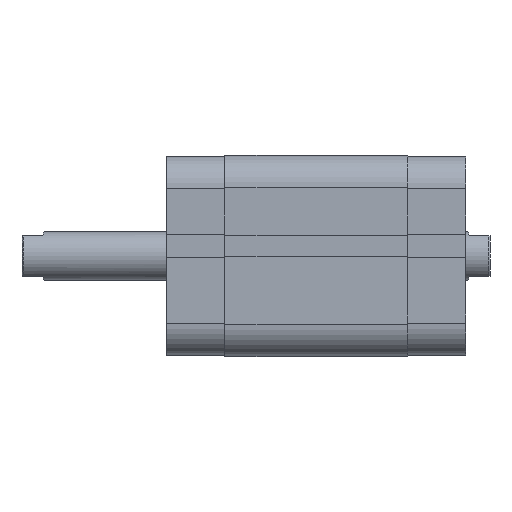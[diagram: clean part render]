
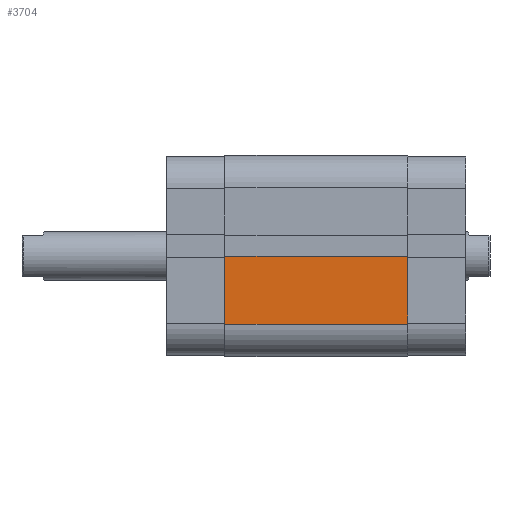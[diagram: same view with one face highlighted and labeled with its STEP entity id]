
A CAD part, top view. The second image highlights one B-rep face of the part: STEP entity #3704.
In plain terms, the highlighted face is planar.
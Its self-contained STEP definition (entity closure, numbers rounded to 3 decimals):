
#647 = LINE ( 'NONE', #2042, #648 ) ;
#648 = VECTOR ( 'NONE', #2043, 1000. ) ;
#667 = LINE ( 'NONE', #2069, #675 ) ;
#673 = LINE ( 'NONE', #2071, #674 ) ;
#674 = VECTOR ( 'NONE', #2072, 1000. ) ;
#675 = VECTOR ( 'NONE', #2074, 1000. ) ;
#698 = LINE ( 'NONE', #2098, #699 ) ;
#699 = VECTOR ( 'NONE', #2099, 1000. ) ;
#1631 = VERTEX_POINT ( 'NONE', #1995 ) ;
#1632 = VERTEX_POINT ( 'NONE', #1996 ) ;
#1633 = VERTEX_POINT ( 'NONE', #1997 ) ;
#1634 = VERTEX_POINT ( 'NONE', #1998 ) ;
#1995 = CARTESIAN_POINT ( 'NONE',  ( 0.1, -25., 0. ) ) ;
#1996 = CARTESIAN_POINT ( 'NONE',  ( 0.1, -25., 45.5 ) ) ;
#1997 = CARTESIAN_POINT ( 'NONE',  ( 17., -25., 0. ) ) ;
#1998 = CARTESIAN_POINT ( 'NONE',  ( 17., -25., 45.5 ) ) ;
#2042 = CARTESIAN_POINT ( 'NONE',  ( 0., -25., 45.5 ) ) ;
#2043 = DIRECTION ( 'NONE',  ( 1., 0., 0. ) ) ;
#2069 = CARTESIAN_POINT ( 'NONE',  ( 0., -25., 0. ) ) ;
#2071 = CARTESIAN_POINT ( 'NONE',  ( 0.1, -25., 45.5 ) ) ;
#2072 = DIRECTION ( 'NONE',  ( 0., 0., -1. ) ) ;
#2074 = DIRECTION ( 'NONE',  ( 1., 0., 0. ) ) ;
#2098 = CARTESIAN_POINT ( 'NONE',  ( 17., -25., 45.5 ) ) ;
#2099 = DIRECTION ( 'NONE',  ( 0., 0., -1. ) ) ;
#2603 = EDGE_LOOP ( 'NONE', ( #2862, #2777, #2701, #2765 ) ) ;
#2701 = ORIENTED_EDGE ( 'NONE', *, *, #2895, .F. ) ;
#2765 = ORIENTED_EDGE ( 'NONE', *, *, #2909, .T. ) ;
#2777 = ORIENTED_EDGE ( 'NONE', *, *, #2922, .F. ) ;
#2862 = ORIENTED_EDGE ( 'NONE', *, *, #2910, .T. ) ;
#2895 = EDGE_CURVE ( 'NONE', #1632, #1634, #647, .T. ) ;
#2909 = EDGE_CURVE ( 'NONE', #1632, #1631, #673, .T. ) ;
#2910 = EDGE_CURVE ( 'NONE', #1631, #1633, #667, .T. ) ;
#2922 = EDGE_CURVE ( 'NONE', #1634, #1633, #698, .T. ) ;
#3704 = ADVANCED_FACE ( 'NONE', ( #6350 ), #3999, .F. ) ;
#3999 = PLANE ( 'NONE',  #7028 ) ;
#4002 = CARTESIAN_POINT ( 'NONE',  ( 0., -25., 45.5 ) ) ;
#4008 = DIRECTION ( 'NONE',  ( 0., 1., 0. ) ) ;
#4009 = DIRECTION ( 'NONE',  ( -1., 0., 0. ) ) ;
#6350 = FACE_OUTER_BOUND ( 'NONE', #2603, .T. ) ;
#7028 = AXIS2_PLACEMENT_3D ( 'NONE', #4002, #4008, #4009 ) ;
